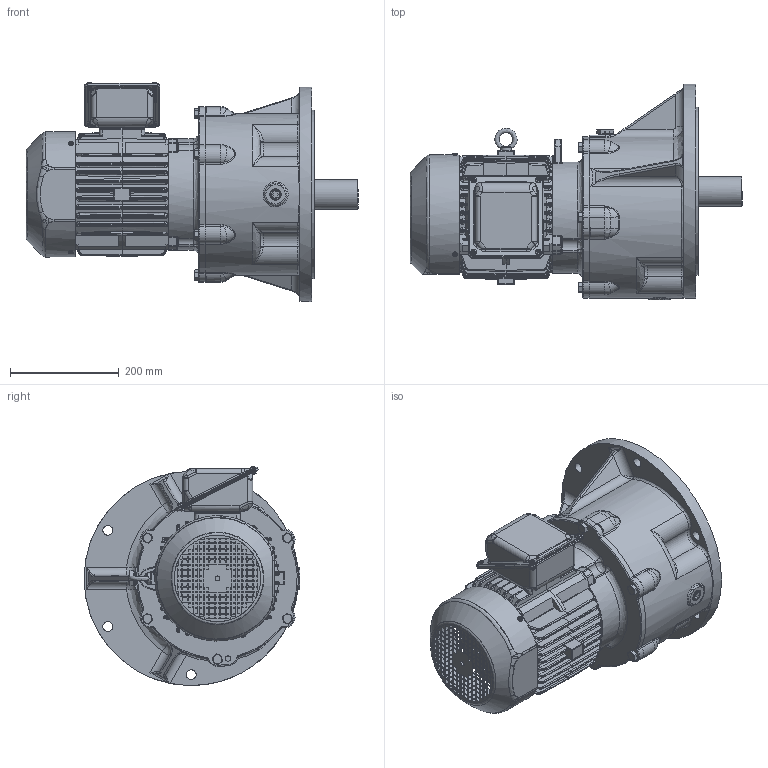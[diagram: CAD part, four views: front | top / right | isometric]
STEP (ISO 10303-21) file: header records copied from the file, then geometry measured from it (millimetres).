
FILE_DESCRIPTION (( 'STEP AP214' ), '1' );
FILE_NAME ('EK2DO07135H001_RPV_3.7KW_R75.stp', '2022-06-23T07:54:35', ( 'Windows 餌辨濠' ), ( '' ), 'SwSTEP 2.0', 'SolidWorks 2021', '' );
FILE_SCHEMA (( 'AUTOMOTIVE_DESIGN' ));
Length unit declared in the file: millimetre
Products named in the file (1): EK2DO07135H001_RPV_3.7KW_R75
Bounding box: 612 x 397.96 x 403.92 mm (x, y, z)
Volume: 25375576.8 mm3; surface area: 1455486.4 mm2
Topology: 26 solids, 27 shells, 3751 faces, 9869 edges, 6199 vertices
Faces by surface type: plane 1375, cylinder 1371, bspline 903, cone 102
Full cylindrical faces by diameter (mm): 1.5 x1, 2.6 x4, 4.917 x4, 5 x7, 6 x4, 6.647 x6, 7 x12, 7.7 x1, 8 x8, 8.376 x7, 9 x4, 10 x9, 10.5 x4, 12 x6, 14.95 x2, 18 x8, 20 x1, 22 x1, 26 x1, 42 x1, 55 x1, 60 x1, 62 x1, 63.8 x1, 78 x1, 82 x2, 198 x2, 290 x1, 310 x1, 395 x1
Entity records: 169662 total; most frequent: CARTESIAN_POINT 83174, ORIENTED_EDGE 19128, DIRECTION 15859, EDGE_CURVE 9564, VERTEX_POINT 6126, AXIS2_PLACEMENT_3D 5613, VECTOR 4633, LINE 4633
